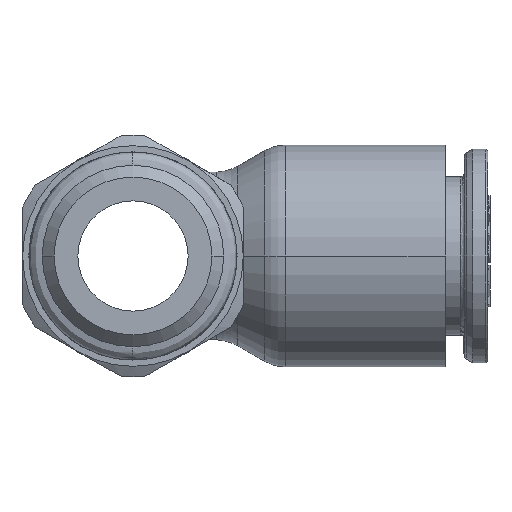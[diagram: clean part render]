
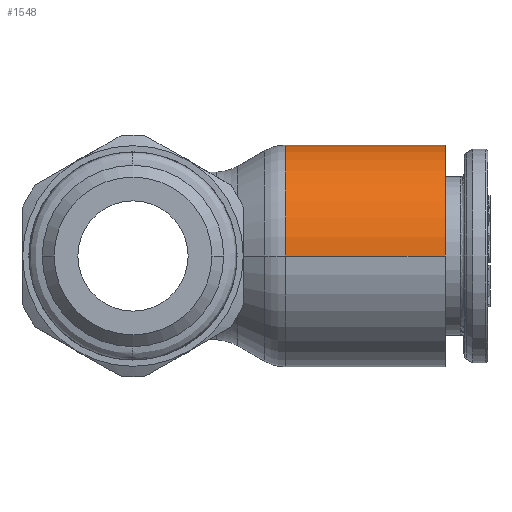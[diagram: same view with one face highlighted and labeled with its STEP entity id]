
A CAD part, left-side view. The second image highlights one B-rep face of the part: STEP entity #1548.
In plain terms, the highlighted cylindrical face has radius 8.05 mm (diameter 16.1 mm), a partial arc.
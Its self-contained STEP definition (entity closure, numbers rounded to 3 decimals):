
#1548=ADVANCED_FACE('',(#4322),#4323,.T.);
#4322=FACE_OUTER_BOUND('',#12197,.T.);
#4323=CYLINDRICAL_SURFACE('',#12198,8.05);
#12197=EDGE_LOOP('',(#22148,#22149,#22150,#22151));
#12198=AXIS2_PLACEMENT_3D('',#22152,#22153,#22154);
#22148=ORIENTED_EDGE('',*,*,#27434,.T.);
#22149=ORIENTED_EDGE('',*,*,#27435,.F.);
#22150=ORIENTED_EDGE('',*,*,#27436,.F.);
#22151=ORIENTED_EDGE('',*,*,#27437,.T.);
#22152=CARTESIAN_POINT('',(0.0,1.133,0.0));
#22153=DIRECTION('',(0.0,1.0,-0.0));
#22154=DIRECTION('',(-1.0,0.0,0.0));
#27434=EDGE_CURVE('',#33160,#33161,#33165,.T.);
#27435=EDGE_CURVE('',#33166,#33161,#33167,.T.);
#27436=EDGE_CURVE('',#33168,#33166,#33169,.T.);
#27437=EDGE_CURVE('',#33168,#33160,#33170,.T.);
#33160=VERTEX_POINT('',#44865);
#33161=VERTEX_POINT('',#44866);
#33165=CIRCLE('',#44870,8.05);
#33166=VERTEX_POINT('',#44871);
#33167=LINE('',#44872,#44873);
#33168=VERTEX_POINT('',#44874);
#33169=CIRCLE('',#44875,8.05);
#33170=LINE('',#44876,#44877);
#44865=CARTESIAN_POINT('',(8.05,-11.054,0.0));
#44866=CARTESIAN_POINT('',(-8.05,-11.054,0.0));
#44870=AXIS2_PLACEMENT_3D('',#50841,#50842,#50843);
#44871=CARTESIAN_POINT('',(-8.05,-22.65,0.0));
#44872=CARTESIAN_POINT('',(-8.05,-22.65,0.0));
#44873=VECTOR('',#50844,11.596);
#44874=CARTESIAN_POINT('',(8.05,-22.65,0.0));
#44875=AXIS2_PLACEMENT_3D('',#50845,#50846,#50847);
#44876=CARTESIAN_POINT('',(8.05,-22.65,0.0));
#44877=VECTOR('',#50848,11.596);
#50841=CARTESIAN_POINT('',(0.0,-11.054,0.0));
#50842=DIRECTION('',(0.0,-1.0,0.0));
#50843=DIRECTION('',(1.0,0.0,0.0));
#50844=DIRECTION('',(0.0,1.0,0.0));
#50845=CARTESIAN_POINT('',(0.0,-22.65,0.0));
#50846=DIRECTION('',(0.0,-1.0,0.0));
#50847=DIRECTION('',(1.0,0.0,0.0));
#50848=DIRECTION('',(0.0,1.0,0.0));
